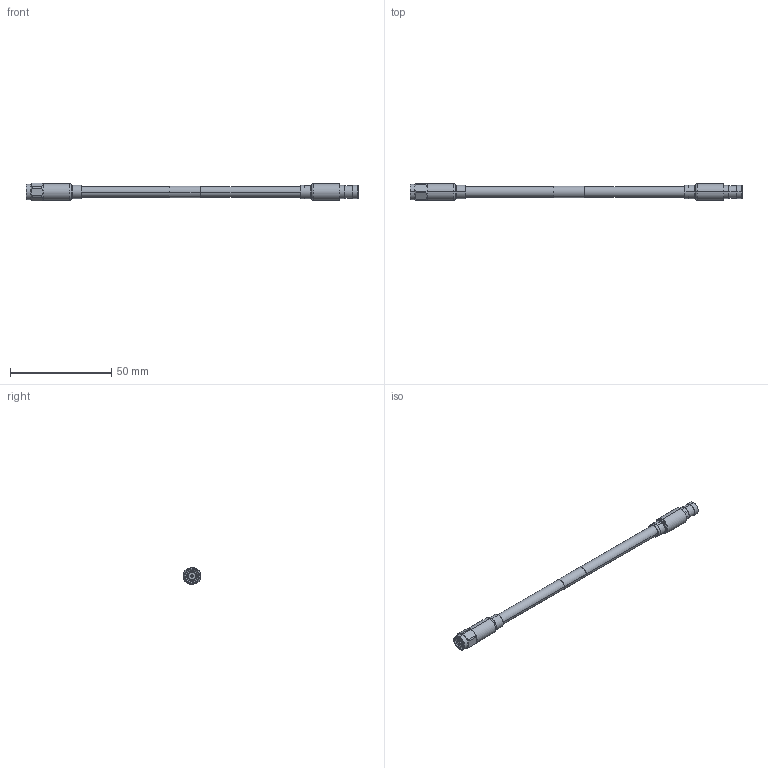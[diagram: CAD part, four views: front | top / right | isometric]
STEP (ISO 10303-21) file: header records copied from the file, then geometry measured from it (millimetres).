
FILE_DESCRIPTION (( 'STEP AP203' ), '1' );
FILE_NAME ('FMCA2784.STEP', '2022-03-09T20:07:21', ( '' ), ( '' ), 'SwSTEP 2.0', 'SolidWorks 2021', '' );
FILE_SCHEMA (( 'CONFIG_CONTROL_DESIGN' ));
Length unit declared in the file: millimetre
Products named in the file (10): FMCA2784; SC7059-MA2; FMCN1757; SC7050-MA3_SC7050 -RG223; CA-240-MA1_.75" Long; SC7050_SC7050 -RG223; RG223_with label; FMCN1757_FERRULE; SC7050-MA1
Assembly tree (10 placements, depth 3):
  FMCA2784
    RG223_with label
    CA-240-MA1_.75" Long  x2
    FMCN1757
      FMCN1757
      FMCN1757_FERRULE
    SC7050_SC7050 -RG223
      SC7050-MA1
      SC7059-MA2
      SC7050-MA3_SC7050 -RG223
Bounding box: 164.19 x 8.13 x 8.86 mm (x, y, z)
Volume: 4286.7 mm3; surface area: 6970.2 mm2
Topology: 9 solids, 9 shells, 262 faces, 577 edges, 356 vertices
Faces by surface type: cylinder 99, plane 73, cone 58, torus 32
Entity records: 8015 total; most frequent: CARTESIAN_POINT 1412, DIRECTION 1287, ORIENTED_EDGE 1066, AXIS2_PLACEMENT_3D 543, EDGE_CURVE 533, VERTEX_POINT 332, CIRCLE 288, EDGE_LOOP 275
